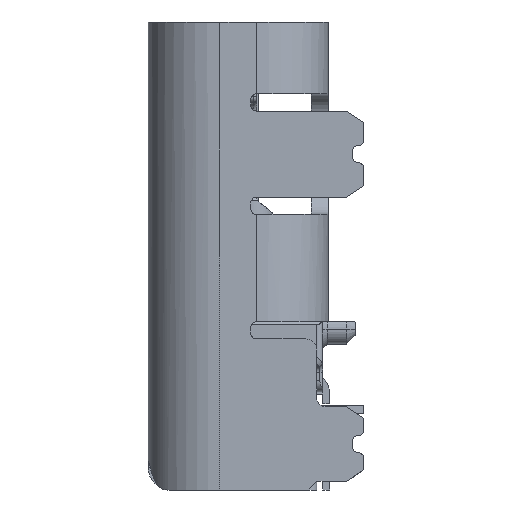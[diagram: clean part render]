
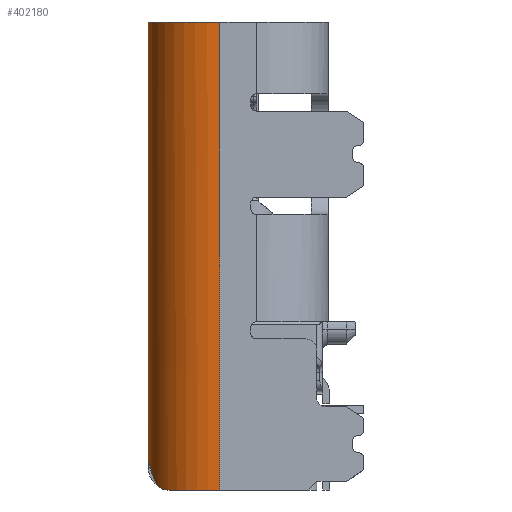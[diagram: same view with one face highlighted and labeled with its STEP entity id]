
A CAD part, left-side view. The second image highlights one B-rep face of the part: STEP entity #402180.
In plain terms, the highlighted cylindrical face has radius 1.25 mm (diameter 2.5 mm), a partial arc.
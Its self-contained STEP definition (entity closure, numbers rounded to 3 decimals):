
#312390=CARTESIAN_POINT('',(-4.47,1.445,-7.775));
#312400=VERTEX_POINT('',#312390);
#312430=CARTESIAN_POINT('',(-4.47,1.445,0.025))
;
#312440=DIRECTION('',(0.,0.,-1.));
#312450=VECTOR('',#312440,1.);
#312460=LINE('',#312430,#312450);
#312470=CARTESIAN_POINT('',(-4.47,1.445,0.375));
#312480=VERTEX_POINT('',#312470);
#312490=EDGE_CURVE('',#312480,#312400,#312460,.T.);
#346580=CARTESIAN_POINT('',(-3.22,2.695,0.375));
#346590=VERTEX_POINT('',#346580);
#346620=CARTESIAN_POINT('',(-3.22,2.695,0.025))
;
#346630=DIRECTION('',(0.,0.,-1.));
#346640=VECTOR('',#346630,1.);
#346650=LINE('',#346620,#346640);
#346660=CARTESIAN_POINT('',(-3.22,2.695,-7.275));
#346670=VERTEX_POINT('',#346660);
#346680=EDGE_CURVE('',#346590,#346670,#346650,.T.);
#399380=CARTESIAN_POINT('',(-4.085,2.348,-7.775));
#399390=VERTEX_POINT('',#399380);
#399420=CARTESIAN_POINT('',(-3.22,1.445,-7.775));
#399430=DIRECTION('',(0.,0.,1.));
#399440=DIRECTION('',(0.,-1.,0.));
#399450=AXIS2_PLACEMENT_3D('',#399420,#399430,#399440);
#399460=CIRCLE('',#399450,1.25);
#399470=EDGE_CURVE('',#399390,#312400,#399460,.T.);
#399700=CARTESIAN_POINT('',(-3.882,1.115,-7.275));
#399710=DIRECTION('',(-0.162,0.987,0.));
#399720=DIRECTION('',(-0.987,-0.162,0.));
#399730=AXIS2_PLACEMENT_3D('',#399700,#399710,#399720);
#399740=CYLINDRICAL_SURFACE('',#399730,0.5);
#400010=CARTESIAN_POINT('',(-3.763,2.571,
-7.629));
#400020=VERTEX_POINT('',#400010);
#400050=CARTESIAN_POINT('',(-3.22,1.445,0.025))
;
#400060=DIRECTION('',(0.,0.,-1.));
#400070=DIRECTION('',(0.,-1.,0.));
#400080=AXIS2_PLACEMENT_3D('',#400050,#400060,#400070);
#400090=CYLINDRICAL_SURFACE('',#400080,1.25);
#400100=CARTESIAN_POINT('',(-3.763,2.571,
-7.629));
#400110=CARTESIAN_POINT('',(-3.786,2.56,
-7.653));
#400120=CARTESIAN_POINT('',(-3.812,2.546,
-7.675));
#400130=CARTESIAN_POINT('',(-3.839,2.531,
-7.694));
#400140=CARTESIAN_POINT('',(-3.865,2.516,
-7.713));
#400150=CARTESIAN_POINT('',(-3.893,2.499,
-7.728));
#400160=CARTESIAN_POINT('',(-3.921,2.48,
-7.74));
#400170=CARTESIAN_POINT('',(-3.949,2.461,
-7.752));
#400180=CARTESIAN_POINT('',(-3.977,2.44,
-7.761));
#400190=CARTESIAN_POINT('',(-4.005,2.418,
-7.767));
#400200=CARTESIAN_POINT('',(-4.032,2.396,
-7.772));
#400210=CARTESIAN_POINT('',(-4.059,2.372,-7.775));
#400220=CARTESIAN_POINT('',(-4.085,2.348,-7.775));
#400230=B_SPLINE_CURVE_WITH_KNOTS('',3,(#400100,#400110,#400120,#400130,
#400140,#400150,#400160,#400170,#400180,#400190,#400200,#400210,#400220)
,.UNSPECIFIED.,.F.,.F.,(4,3,3,3,4),(0.,0.108,
0.215,0.323,0.43),.UNSPECIFIED.);
#400240=SURFACE_CURVE('',#400230,(#399740,#400090),.CURVE_3D.);
#400250=EDGE_CURVE('',#400020,#399390,#400240,.T.);
#400410=CARTESIAN_POINT('',(-3.48,2.668,
-7.334));
#400420=VERTEX_POINT('',#400410);
#400450=CARTESIAN_POINT('',(-3.22,1.445,-7.275));
#400460=DIRECTION('',(-0.698,-0.115,
0.707));
#400470=DIRECTION('',(0.698,0.115,
0.707));
#400480=AXIS2_PLACEMENT_3D('',#400450,#400460,#400470);
#400490=ELLIPSE('',#400480,1.768,1.25);
#400500=EDGE_CURVE('',#400420,#400020,#400490,.T.);
#400710=CARTESIAN_POINT('',(-3.082,1.115,-7.475));
#400720=DIRECTION('',(-0.162,0.987,
0.));
#400730=DIRECTION('',(-0.987,-0.162,0.));
#400740=AXIS2_PLACEMENT_3D('',#400710,#400720,#400730);
#400750=CYLINDRICAL_SURFACE('',#400740,0.2);
#400990=CARTESIAN_POINT('',(-3.34,2.689,-7.275));
#401000=VERTEX_POINT('',#400990);
#401030=CARTESIAN_POINT('',(-3.48,2.668,
-7.334));
#401040=CARTESIAN_POINT('',(-3.471,2.67,
-7.324));
#401050=CARTESIAN_POINT('',(-3.461,2.672,
-7.316));
#401060=CARTESIAN_POINT('',(-3.45,2.674,
-7.309));
#401070=CARTESIAN_POINT('',(-3.44,2.676,
-7.301));
#401080=CARTESIAN_POINT('',(-3.428,2.678,
-7.295));
#401090=CARTESIAN_POINT('',(-3.416,2.68,
-7.29));
#401100=CARTESIAN_POINT('',(-3.404,2.681,
-7.285));
#401110=CARTESIAN_POINT('',(-3.392,2.683,
-7.281));
#401120=CARTESIAN_POINT('',(-3.379,2.685,
-7.279));
#401130=CARTESIAN_POINT('',(-3.366,2.686,
-7.276));
#401140=CARTESIAN_POINT('',(-3.353,2.688,
-7.275));
#401150=CARTESIAN_POINT('',(-3.34,2.689,-7.275));
#401160=B_SPLINE_CURVE_WITH_KNOTS('',3,(#401030,#401040,#401050,#401060,
#401070,#401080,#401090,#401100,#401110,#401120,#401130,#401140,#401150)
,.UNSPECIFIED.,.F.,.F.,(4,3,3,3,4),(0.,0.039,
0.079,0.118,0.157),.UNSPECIFIED.);
#401170=SURFACE_CURVE('',#401160,(#400750,#400090),.CURVE_3D.);
#401180=EDGE_CURVE('',#400420,#401000,#401170,.T.);
#401330=CARTESIAN_POINT('',(-3.22,1.445,-7.275));
#401340=DIRECTION('',(0.,0.,1.));
#401350=DIRECTION('',(0.,-1.,0.));
#401360=AXIS2_PLACEMENT_3D('',#401330,#401340,#401350);
#401370=CIRCLE('',#401360,1.25);
#401380=EDGE_CURVE('',#346670,#401000,#401370,.T.);
#401970=CARTESIAN_POINT('',(-3.22,1.445,0.025))
;
#401980=DIRECTION('',(0.,0.,-1.));
#401990=DIRECTION('',(0.,-1.,0.));
#402000=AXIS2_PLACEMENT_3D('',#401970,#401980,#401990);
#402010=CYLINDRICAL_SURFACE('',#402000,1.25);
#402020=ORIENTED_EDGE('',*,*,#312490,.F.);
#402030=ORIENTED_EDGE('',*,*,#399470,.T.);
#402040=ORIENTED_EDGE('',*,*,#400250,.T.);
#402050=ORIENTED_EDGE('',*,*,#400500,.T.);
#402060=ORIENTED_EDGE('',*,*,#401180,.F.);
#402070=ORIENTED_EDGE('',*,*,#401380,.T.);
#402080=ORIENTED_EDGE('',*,*,#346680,.T.);
#402090=CARTESIAN_POINT('',(-3.22,1.445,0.375));
#402100=DIRECTION('',(0.,0.,1.));
#402110=DIRECTION('',(0.,-1.,0.));
#402120=AXIS2_PLACEMENT_3D('',#402090,#402100,#402110);
#402130=CIRCLE('',#402120,1.25);
#402140=EDGE_CURVE('',#346590,#312480,#402130,.T.);
#402150=ORIENTED_EDGE('',*,*,#402140,.F.);
#402160=EDGE_LOOP('',(#402150,#402080,#402070,#402060,#402050,#402040,
#402030,#402020));
#402170=FACE_OUTER_BOUND('',#402160,.T.);
#402180=ADVANCED_FACE('',(#402170),#402010,.T.);
